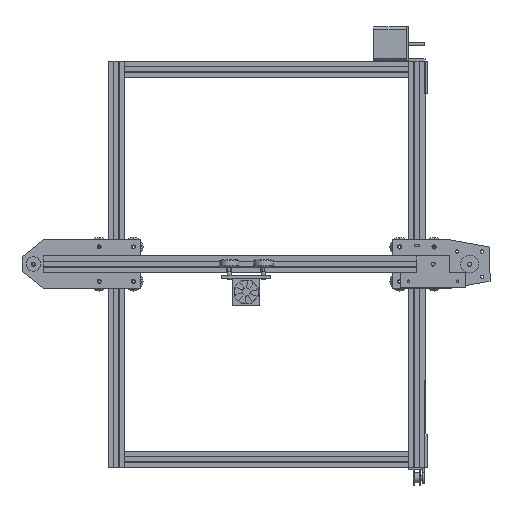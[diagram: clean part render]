
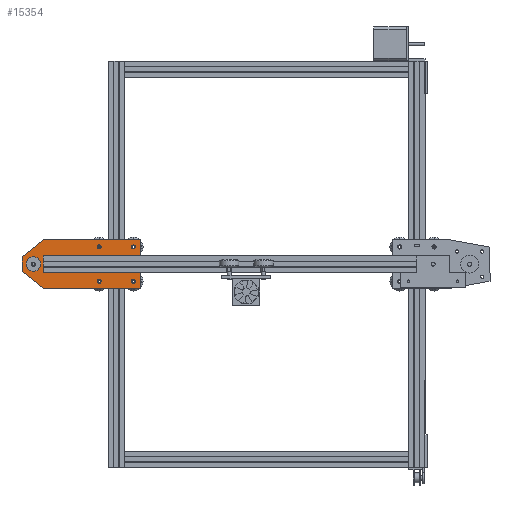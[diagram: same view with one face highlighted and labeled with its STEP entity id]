
A CAD part, top view. The second image highlights one B-rep face of the part: STEP entity #15354.
In plain terms, the highlighted planar face has unit normal (0, 0, 1).
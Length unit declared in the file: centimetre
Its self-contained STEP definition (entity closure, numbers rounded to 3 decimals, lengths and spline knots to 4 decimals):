
#567=FACE_BOUND('',#2656,.T.);
#568=FACE_BOUND('',#2657,.T.);
#569=FACE_BOUND('',#2658,.T.);
#570=FACE_BOUND('',#2659,.T.);
#571=FACE_BOUND('',#2660,.T.);
#572=FACE_BOUND('',#2661,.T.);
#573=FACE_BOUND('',#2662,.T.);
#1164=PLANE('',#16503);
#1845=FACE_OUTER_BOUND('',#2655,.T.);
#2655=EDGE_LOOP('',(#13117,#13118,#13119,#13120,#13121,#13122));
#2656=EDGE_LOOP('',(#13123));
#2657=EDGE_LOOP('',(#13124));
#2658=EDGE_LOOP('',(#13125));
#2659=EDGE_LOOP('',(#13126));
#2660=EDGE_LOOP('',(#13127));
#2661=EDGE_LOOP('',(#13128));
#2662=EDGE_LOOP('',(#13129));
#4377=LINE('',#23983,#6223);
#4381=LINE('',#23991,#6227);
#4384=LINE('',#23997,#6230);
#4390=LINE('',#24012,#6236);
#4393=LINE('',#24016,#6239);
#4395=LINE('',#24019,#6241);
#6223=VECTOR('',#19414,1.);
#6227=VECTOR('',#19420,1.);
#6230=VECTOR('',#19425,1.);
#6236=VECTOR('',#19437,1.);
#6239=VECTOR('',#19442,1.);
#6241=VECTOR('',#19446,1.);
#6865=CIRCLE('',#16473,0.3);
#6872=CIRCLE('',#16486,0.15);
#6873=CIRCLE('',#16488,0.15);
#6874=CIRCLE('',#16490,0.15);
#6875=CIRCLE('',#16492,0.15);
#6876=CIRCLE('',#16494,0.25);
#6877=CIRCLE('',#16499,0.25);
#7925=VERTEX_POINT('',#23938);
#7932=VERTEX_POINT('',#23961);
#7933=VERTEX_POINT('',#23965);
#7934=VERTEX_POINT('',#23969);
#7935=VERTEX_POINT('',#23973);
#7936=VERTEX_POINT('',#23977);
#7937=VERTEX_POINT('',#23981);
#7938=VERTEX_POINT('',#23982);
#7941=VERTEX_POINT('',#23990);
#7943=VERTEX_POINT('',#23996);
#7945=VERTEX_POINT('',#24002);
#7948=VERTEX_POINT('',#24009);
#7949=VERTEX_POINT('',#24011);
#9735=EDGE_CURVE('',#7925,#7925,#6865,.T.);
#9744=EDGE_CURVE('',#7932,#7932,#6872,.T.);
#9746=EDGE_CURVE('',#7933,#7933,#6873,.T.);
#9748=EDGE_CURVE('',#7934,#7934,#6874,.T.);
#9750=EDGE_CURVE('',#7935,#7935,#6875,.T.);
#9752=EDGE_CURVE('',#7936,#7936,#6876,.T.);
#9754=EDGE_CURVE('',#7937,#7938,#4377,.T.);
#9758=EDGE_CURVE('',#7941,#7937,#4381,.T.);
#9761=EDGE_CURVE('',#7941,#7943,#4384,.T.);
#9765=EDGE_CURVE('',#7945,#7945,#6877,.T.);
#9768=EDGE_CURVE('',#7949,#7948,#4390,.T.);
#9771=EDGE_CURVE('',#7949,#7943,#4393,.T.);
#9773=EDGE_CURVE('',#7948,#7938,#4395,.T.);
#13117=ORIENTED_EDGE('',*,*,#9773,.T.);
#13118=ORIENTED_EDGE('',*,*,#9754,.F.);
#13119=ORIENTED_EDGE('',*,*,#9758,.F.);
#13120=ORIENTED_EDGE('',*,*,#9761,.T.);
#13121=ORIENTED_EDGE('',*,*,#9771,.F.);
#13122=ORIENTED_EDGE('',*,*,#9768,.T.);
#13123=ORIENTED_EDGE('',*,*,#9735,.T.);
#13124=ORIENTED_EDGE('',*,*,#9744,.T.);
#13125=ORIENTED_EDGE('',*,*,#9746,.T.);
#13126=ORIENTED_EDGE('',*,*,#9748,.T.);
#13127=ORIENTED_EDGE('',*,*,#9750,.T.);
#13128=ORIENTED_EDGE('',*,*,#9752,.T.);
#13129=ORIENTED_EDGE('',*,*,#9765,.T.);
#15354=ADVANCED_FACE('',(#1845,#567,#568,#569,#570,#571,#572,#573),#1164,
 .T.);
#16473=AXIS2_PLACEMENT_3D('',#23940,#19361,#19362);
#16486=AXIS2_PLACEMENT_3D('',#23962,#19389,#19390);
#16488=AXIS2_PLACEMENT_3D('',#23966,#19394,#19395);
#16490=AXIS2_PLACEMENT_3D('',#23970,#19399,#19400);
#16492=AXIS2_PLACEMENT_3D('',#23974,#19404,#19405);
#16494=AXIS2_PLACEMENT_3D('',#23978,#19409,#19410);
#16499=AXIS2_PLACEMENT_3D('',#24004,#19431,#19432);
#16503=AXIS2_PLACEMENT_3D('',#24020,#19447,#19448);
#19361=DIRECTION('center_axis',(0.,0.,-1.));
#19362=DIRECTION('ref_axis',(-1.,0.,0.));
#19389=DIRECTION('center_axis',(0.,0.,-1.));
#19390=DIRECTION('ref_axis',(1.,0.,0.));
#19394=DIRECTION('center_axis',(0.,0.,-1.));
#19395=DIRECTION('ref_axis',(1.,0.,0.));
#19399=DIRECTION('center_axis',(0.,0.,-1.));
#19400=DIRECTION('ref_axis',(1.,0.,0.));
#19404=DIRECTION('center_axis',(0.,0.,-1.));
#19405=DIRECTION('ref_axis',(1.,0.,0.));
#19409=DIRECTION('center_axis',(0.,0.,-1.));
#19410=DIRECTION('ref_axis',(-1.,0.,0.));
#19414=DIRECTION('',(0.628,-0.778,0.));
#19420=DIRECTION('',(1.,0.,0.));
#19425=DIRECTION('',(-0.628,-0.778,0.));
#19431=DIRECTION('center_axis',(0.,0.,-1.));
#19432=DIRECTION('ref_axis',(-1.,0.,0.));
#19437=DIRECTION('',(1.,0.,0.));
#19442=DIRECTION('',(0.,1.,0.));
#19446=DIRECTION('',(0.,1.,0.));
#19447=DIRECTION('center_axis',(0.,0.,1.));
#19448=DIRECTION('ref_axis',(1.,0.,0.));
#23938=CARTESIAN_POINT('',(1.3,10.2,0.4));
#23940=CARTESIAN_POINT('Origin',(1.,10.2,0.4));
#23961=CARTESIAN_POINT('',(-1.26,2.11,0.4));
#23962=CARTESIAN_POINT('Origin',(-1.11,2.11,0.4));
#23965=CARTESIAN_POINT('',(-1.26,-2.11,0.4));
#23966=CARTESIAN_POINT('Origin',(-1.11,-2.11,0.4));
#23969=CARTESIAN_POINT('',(2.96,2.11,0.4));
#23970=CARTESIAN_POINT('Origin',(3.11,2.11,0.4));
#23973=CARTESIAN_POINT('',(2.96,-2.11,0.4));
#23974=CARTESIAN_POINT('Origin',(3.11,-2.11,0.4));
#23977=CARTESIAN_POINT('',(1.25,0.2,0.4));
#23978=CARTESIAN_POINT('Origin',(1.,0.2,0.4));
#23981=CARTESIAN_POINT('',(1.9,11.6,0.4));
#23982=CARTESIAN_POINT('',(4.,9.,0.4));
#23983=CARTESIAN_POINT('',(1.9,11.6,0.4));
#23990=CARTESIAN_POINT('',(0.1,11.6,0.4));
#23991=CARTESIAN_POINT('',(0.1,11.6,0.4));
#23996=CARTESIAN_POINT('',(-2.,9.,0.4));
#23997=CARTESIAN_POINT('',(0.1,11.6,0.4));
#24002=CARTESIAN_POINT('',(1.25,5.2,0.4));
#24004=CARTESIAN_POINT('Origin',(1.,5.2,0.4));
#24009=CARTESIAN_POINT('',(4.,-3.,0.4));
#24011=CARTESIAN_POINT('',(-2.,-3.,0.4));
#24012=CARTESIAN_POINT('',(2.,-3.,0.4));
#24016=CARTESIAN_POINT('',(-2.,3.,0.4));
#24019=CARTESIAN_POINT('',(4.,3.,0.4));
#24020=CARTESIAN_POINT('Origin',(1.,0.,0.4));
